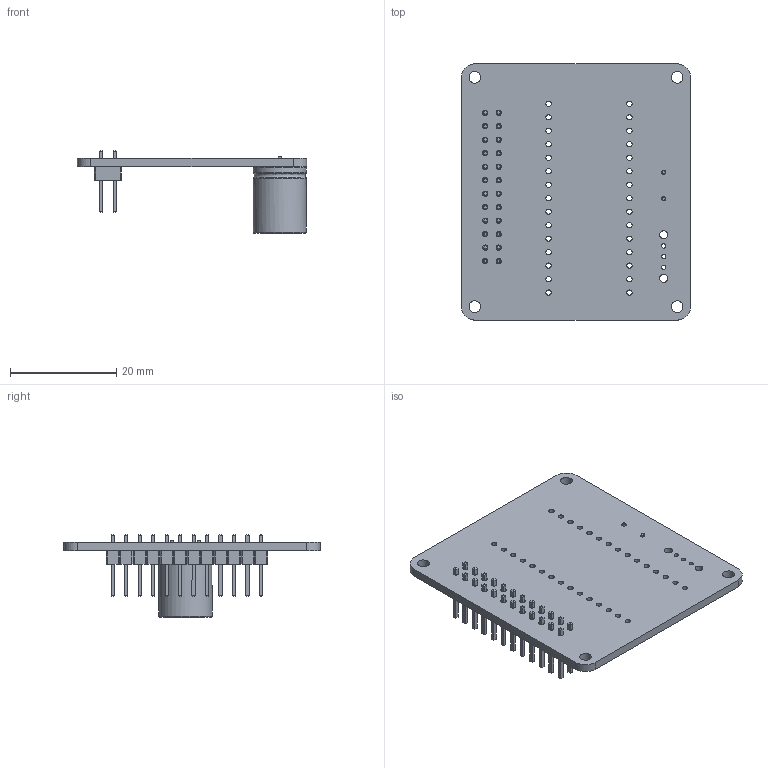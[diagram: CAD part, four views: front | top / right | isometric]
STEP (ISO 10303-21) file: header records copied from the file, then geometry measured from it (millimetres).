
FILE_DESCRIPTION(('KiCad electronic assembly'),'2;1');
FILE_NAME('AR488_nano.step','2021-05-31T10:45:38',('An Author'),( 'A Company'),'Open CASCADE STEP processor 6.9', 'KiCad to STEP converter','Unknown');
FILE_SCHEMA(('AUTOMOTIVE_DESIGN { 1 0 10303 214 1 1 1 1 }'));
Length unit declared in the file: millimetre
Products named in the file (6): Open CASCADE STEP translator 6.9 1; PinHeader_2x12_P2.54mm_Vertical; SOLID; C_Radial_D10.0mm_H12.5mm_P5.00mm; COMPOUND
Assembly tree (5 placements, depth 3):
  Open CASCADE STEP translator 6.9 1
    PinHeader_2x12_P2.54mm_Vertical
      SOLID
    C_Radial_D10.0mm_H12.5mm_P5.00mm
      SOLID
    COMPOUND
Bounding box: 43.18 x 48.26 x 15.5 mm (x, y, z)
Volume: 4663.1 mm3; surface area: 6346.2 mm2
Topology: 3 solids, 4 shells, 615 faces, 1469 edges, 914 vertices
Faces by surface type: plane 534, cylinder 76, revolution 2, bspline 2, torus 1
Full cylindrical faces by diameter (mm): 0.6 x2, 0.8 x5, 1 x54, 1.5 x2, 2.2 x4, 7 x3, 10 x2
Entity records: 40802 total; most frequent: CARTESIAN_POINT 6214, DIRECTION 5796, LINE 4072, VECTOR 4072, ORIENTED_EDGE 2938, PCURVE 2938, DEFINITIONAL_REPRESENTATION 2938, EDGE_CURVE 1469
